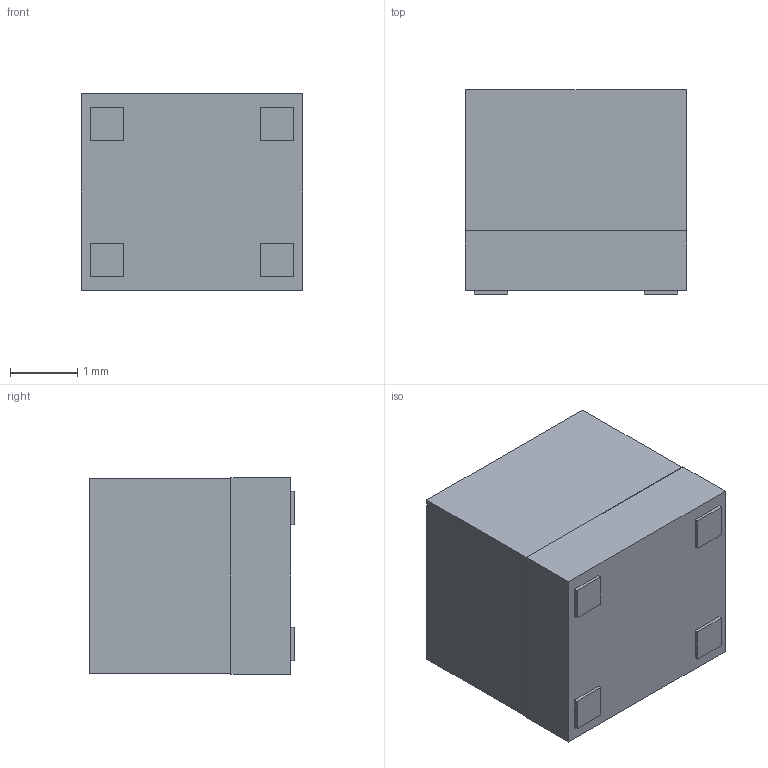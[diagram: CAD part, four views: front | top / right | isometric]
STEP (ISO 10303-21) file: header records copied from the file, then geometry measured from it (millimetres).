
FILE_DESCRIPTION (( 'STEP AP214' ), '1' );
FILE_NAME ('Coilcraft-BCR-802.STEP', '2021-01-09T04:47:50', ( '' ), ( '' ), 'SwSTEP 2.0', 'SolidWorks 2020', '' );
FILE_SCHEMA (( 'AUTOMOTIVE_DESIGN' ));
Length unit declared in the file: millimetre
Products named in the file (1): Coilcraft-BCR-802
Bounding box: 3.3 x 3.04 x 2.92 mm (x, y, z)
Volume: 28.6 mm3; surface area: 56.7 mm2
Topology: 1 solids, 1 shells, 34 faces, 76 edges, 50 vertices
Faces by surface type: plane 32, cylinder 2
Entity records: 1116 total; most frequent: CARTESIAN_POINT 161, ORIENTED_EDGE 152, DIRECTION 150, EDGE_CURVE 76, VECTOR 72, LINE 72, VERTEX_POINT 50, EDGE_LOOP 40
